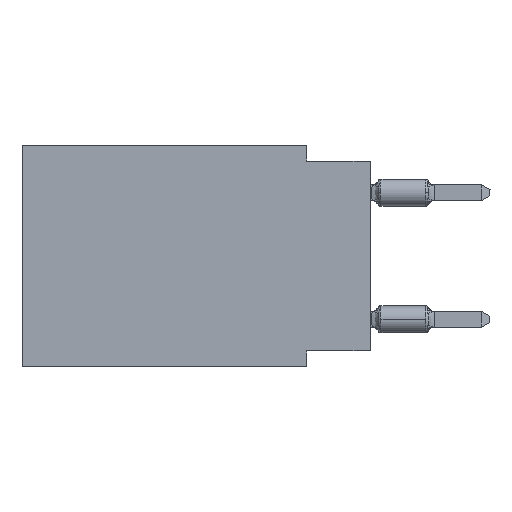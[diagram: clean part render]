
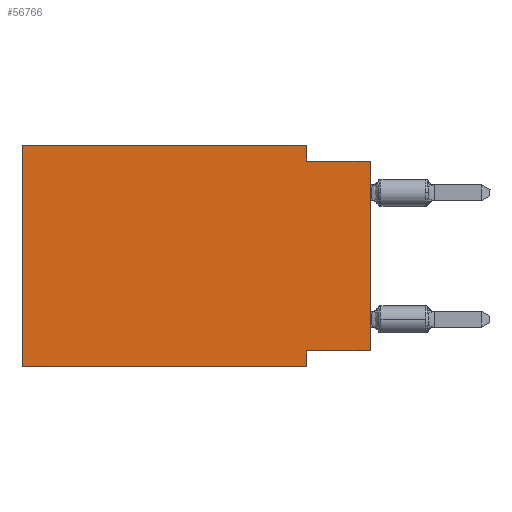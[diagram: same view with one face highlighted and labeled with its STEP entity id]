
A CAD part, left-side view. The second image highlights one B-rep face of the part: STEP entity #56766.
In plain terms, the highlighted planar face has unit normal (-1, 0, 0).
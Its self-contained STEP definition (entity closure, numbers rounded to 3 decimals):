
#285 = VECTOR ( 'NONE', #11067, 1000. ) ;
#385 = CARTESIAN_POINT ( 'NONE',  ( 0., 2.54, 0. ) ) ;
#1327 = CARTESIAN_POINT ( 'NONE',  ( 0., 0., -0.635 ) ) ;
#1396 = LINE ( 'NONE', #385, #20335 ) ;
#3346 = DIRECTION ( 'NONE',  ( 0., 0., -1. ) ) ;
#4078 = EDGE_LOOP ( 'NONE', ( #62784, #35002, #4940, #56132, #45920, #18838, #64889, #22482 ) ) ;
#4940 = ORIENTED_EDGE ( 'NONE', *, *, #28592, .F. ) ;
#8401 = CARTESIAN_POINT ( 'NONE',  ( 0., 13.97, 0. ) ) ;
#8459 = FACE_OUTER_BOUND ( 'NONE', #4078, .T. ) ;
#9269 = VECTOR ( 'NONE', #9558, 1000. ) ;
#9558 = DIRECTION ( 'NONE',  ( 0., 1., 0. ) ) ;
#11067 = DIRECTION ( 'NONE',  ( 0., 0., -1. ) ) ;
#12146 = CARTESIAN_POINT ( 'NONE',  ( 0., 2.54, -0.635 ) ) ;
#12177 = EDGE_CURVE ( 'NONE', #39141, #41289, #55029, .T. ) ;
#14047 = VECTOR ( 'NONE', #37855, 1000. ) ;
#14334 = VECTOR ( 'NONE', #23380, 1000. ) ;
#17048 = VERTEX_POINT ( 'NONE', #41643 ) ;
#18838 = ORIENTED_EDGE ( 'NONE', *, *, #22671, .T. ) ;
#19768 = CARTESIAN_POINT ( 'NONE',  ( 0., 0., -8.255 ) ) ;
#20335 = VECTOR ( 'NONE', #47381, 1000. ) ;
#20337 = DIRECTION ( 'NONE',  ( 0., -1., 0. ) ) ;
#20802 = LINE ( 'NONE', #31709, #41781 ) ;
#22001 = VERTEX_POINT ( 'NONE', #44941 ) ;
#22482 = ORIENTED_EDGE ( 'NONE', *, *, #56423, .F. ) ;
#22671 = EDGE_CURVE ( 'NONE', #39141, #50334, #66964, .T. ) ;
#23380 = DIRECTION ( 'NONE',  ( 0., 0., 1. ) ) ;
#24519 = LINE ( 'NONE', #19768, #9269 ) ;
#25966 = EDGE_CURVE ( 'NONE', #41289, #22001, #64687, .T. ) ;
#26433 = VERTEX_POINT ( 'NONE', #1327 ) ;
#28592 = EDGE_CURVE ( 'NONE', #22001, #59631, #1396, .T. ) ;
#29222 = PLANE ( 'NONE',  #33568 ) ;
#30244 = VECTOR ( 'NONE', #53705, 1000. ) ;
#31137 = VECTOR ( 'NONE', #20337, 1000. ) ;
#31709 = CARTESIAN_POINT ( 'NONE',  ( 0., 0., 0. ) ) ;
#33568 = AXIS2_PLACEMENT_3D ( 'NONE', #49990, #60190, #3346 ) ;
#35002 = ORIENTED_EDGE ( 'NONE', *, *, #43849, .F. ) ;
#35029 = CARTESIAN_POINT ( 'NONE',  ( 0., 13.97, 0. ) ) ;
#37406 = CARTESIAN_POINT ( 'NONE',  ( 0., 0., -8.255 ) ) ;
#37855 = DIRECTION ( 'NONE',  ( 0., -1., 0. ) ) ;
#38385 = CARTESIAN_POINT ( 'NONE',  ( 0., 0., -0.635 ) ) ;
#39141 = VERTEX_POINT ( 'NONE', #56382 ) ;
#39691 = EDGE_CURVE ( 'NONE', #41472, #26433, #20802, .T. ) ;
#41289 = VERTEX_POINT ( 'NONE', #35029 ) ;
#41472 = VERTEX_POINT ( 'NONE', #37406 ) ;
#41643 = CARTESIAN_POINT ( 'NONE',  ( 0., 2.54, -8.255 ) ) ;
#41781 = VECTOR ( 'NONE', #52457, 1000. ) ;
#43849 = EDGE_CURVE ( 'NONE', #59631, #26433, #53370, .T. ) ;
#44941 = CARTESIAN_POINT ( 'NONE',  ( 0., 2.54, 0. ) ) ;
#45920 = ORIENTED_EDGE ( 'NONE', *, *, #12177, .F. ) ;
#46542 = CARTESIAN_POINT ( 'NONE',  ( 0., 13.97, -8.89 ) ) ;
#47381 = DIRECTION ( 'NONE',  ( 0., 0., -1. ) ) ;
#49511 = EDGE_CURVE ( 'NONE', #17048, #50334, #62809, .T. ) ;
#49990 = CARTESIAN_POINT ( 'NONE',  ( 0., 13.97, 0. ) ) ;
#50334 = VERTEX_POINT ( 'NONE', #56787 ) ;
#52268 = CARTESIAN_POINT ( 'NONE',  ( 0., 2.54, -8.89 ) ) ;
#52457 = DIRECTION ( 'NONE',  ( 0., 0., 1. ) ) ;
#53150 = CARTESIAN_POINT ( 'NONE',  ( 0., 13.97, 0. ) ) ;
#53370 = LINE ( 'NONE', #38385, #30244 ) ;
#53705 = DIRECTION ( 'NONE',  ( 0., -1., 0. ) ) ;
#55029 = LINE ( 'NONE', #8401, #14334 ) ;
#56132 = ORIENTED_EDGE ( 'NONE', *, *, #25966, .F. ) ;
#56382 = CARTESIAN_POINT ( 'NONE',  ( 0., 13.97, -8.89 ) ) ;
#56423 = EDGE_CURVE ( 'NONE', #41472, #17048, #24519, .T. ) ;
#56766 = ADVANCED_FACE ( 'NONE', ( #8459 ), #29222, .F. ) ;
#56787 = CARTESIAN_POINT ( 'NONE',  ( 0., 2.54, -8.89 ) ) ;
#59631 = VERTEX_POINT ( 'NONE', #12146 ) ;
#60190 = DIRECTION ( 'NONE',  ( 1., 0., 0. ) ) ;
#62784 = ORIENTED_EDGE ( 'NONE', *, *, #39691, .T. ) ;
#62809 = LINE ( 'NONE', #52268, #285 ) ;
#64687 = LINE ( 'NONE', #53150, #14047 ) ;
#64889 = ORIENTED_EDGE ( 'NONE', *, *, #49511, .F. ) ;
#66964 = LINE ( 'NONE', #46542, #31137 ) ;
